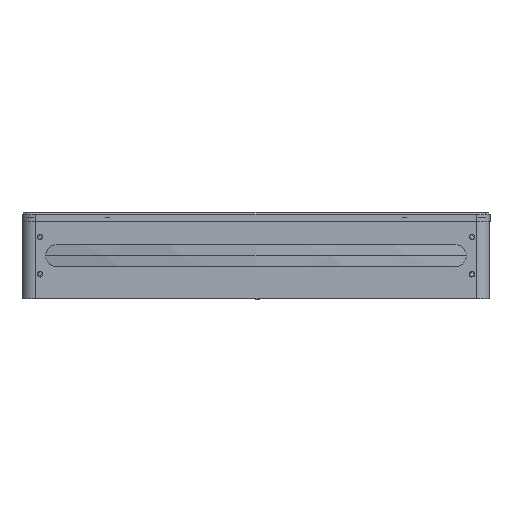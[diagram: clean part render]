
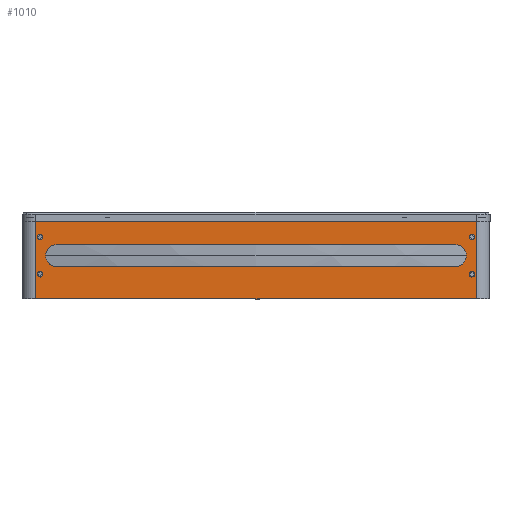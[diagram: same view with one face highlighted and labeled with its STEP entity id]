
A CAD part, front view. The second image highlights one B-rep face of the part: STEP entity #1010.
In plain terms, the highlighted planar face has unit normal (0, -1, 0).
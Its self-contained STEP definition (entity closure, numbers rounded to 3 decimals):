
#14 = EDGE_CURVE ( 'NONE', #11245, #9379, #6090, .T. ) ;
#246 = CARTESIAN_POINT ( 'NONE',  ( -114.439, -344.802, -8.25 ) ) ;
#340 = VECTOR ( 'NONE', #11418, 1000. ) ;
#363 = AXIS2_PLACEMENT_3D ( 'NONE', #12769, #4190, #11529 ) ;
#822 = AXIS2_PLACEMENT_3D ( 'NONE', #7987, #3306, #2055 ) ;
#828 = CARTESIAN_POINT ( 'NONE',  ( -106.939, -344.802, 0. ) ) ;
#858 = ORIENTED_EDGE ( 'NONE', *, *, #5485, .T. ) ;
#918 = PLANE ( 'NONE',  #12639 ) ;
#993 = DIRECTION ( 'NONE',  ( -1., 0., 0. ) ) ;
#1010 = ADVANCED_FACE ( 'NONE', ( #12206, #3168, #15390, #14696, #1483, #1113 ), #918, .F. ) ;
#1113 = FACE_OUTER_BOUND ( 'NONE', #6967, .T. ) ;
#1198 = VERTEX_POINT ( 'NONE', #7412 ) ;
#1421 = EDGE_CURVE ( 'NONE', #13030, #12841, #15810, .T. ) ;
#1437 = ORIENTED_EDGE ( 'NONE', *, *, #10125, .T. ) ;
#1473 = VERTEX_POINT ( 'NONE', #6774 ) ;
#1483 = FACE_BOUND ( 'NONE', #7017, .T. ) ;
#1757 = CARTESIAN_POINT ( 'NONE',  ( -114.439, -344.802, -9.5 ) ) ;
#1808 = ORIENTED_EDGE ( 'NONE', *, *, #3089, .F. ) ;
#1944 = ORIENTED_EDGE ( 'NONE', *, *, #12022, .F. ) ;
#1989 = LINE ( 'NONE', #12366, #12948 ) ;
#2026 = CARTESIAN_POINT ( 'NONE',  ( -106.939, -344.802, 5. ) ) ;
#2028 = ORIENTED_EDGE ( 'NONE', *, *, #4943, .F. ) ;
#2040 = AXIS2_PLACEMENT_3D ( 'NONE', #2951, #11521, #4187 ) ;
#2055 = DIRECTION ( 'NONE',  ( 0., 0., -1. ) ) ;
#2077 = DIRECTION ( 'NONE',  ( 0., 0., 1. ) ) ;
#2210 = EDGE_CURVE ( 'NONE', #13163, #3233, #7645, .T. ) ;
#2700 = ORIENTED_EDGE ( 'NONE', *, *, #8342, .F. ) ;
#2863 = CARTESIAN_POINT ( 'NONE',  ( 77.561, -344.802, 9.5 ) ) ;
#2934 = ORIENTED_EDGE ( 'NONE', *, *, #2210, .F. ) ;
#2951 = CARTESIAN_POINT ( 'NONE',  ( -114.439, -344.802, -8.25 ) ) ;
#2967 = VECTOR ( 'NONE', #5030, 1000. ) ;
#3089 = EDGE_CURVE ( 'NONE', #5580, #1473, #9830, .T. ) ;
#3168 = FACE_BOUND ( 'NONE', #7939, .T. ) ;
#3233 = VERTEX_POINT ( 'NONE', #11337 ) ;
#3306 = DIRECTION ( 'NONE',  ( 0., -1., 0. ) ) ;
#3478 = CARTESIAN_POINT ( 'NONE',  ( -106.939, -344.802, -5. ) ) ;
#3766 = VERTEX_POINT ( 'NONE', #14489 ) ;
#3789 = DIRECTION ( 'NONE',  ( 0., -1., 0. ) ) ;
#3792 = VERTEX_POINT ( 'NONE', #8452 ) ;
#3795 = CARTESIAN_POINT ( 'NONE',  ( 79.561, -344.802, 467.463 ) ) ;
#3871 = LINE ( 'NONE', #5978, #10177 ) ;
#4037 = VERTEX_POINT ( 'NONE', #6727 ) ;
#4187 = DIRECTION ( 'NONE',  ( 0., 0., -1. ) ) ;
#4190 = DIRECTION ( 'NONE',  ( 0., -1., 0. ) ) ;
#4238 = DIRECTION ( 'NONE',  ( 0., -1., 0. ) ) ;
#4353 = ORIENTED_EDGE ( 'NONE', *, *, #12741, .F. ) ;
#4678 = DIRECTION ( 'NONE',  ( 0., -1., 0. ) ) ;
#4819 = VECTOR ( 'NONE', #993, 1000. ) ;
#4943 = EDGE_CURVE ( 'NONE', #12841, #9490, #10248, .T. ) ;
#5030 = DIRECTION ( 'NONE',  ( 0., 0., -1. ) ) ;
#5485 = EDGE_CURVE ( 'NONE', #5580, #13114, #1989, .T. ) ;
#5555 = ORIENTED_EDGE ( 'NONE', *, *, #14, .F. ) ;
#5580 = VERTEX_POINT ( 'NONE', #15825 ) ;
#5650 = EDGE_CURVE ( 'NONE', #13114, #3766, #3871, .T. ) ;
#5752 = AXIS2_PLACEMENT_3D ( 'NONE', #12376, #3789, #11117 ) ;
#5806 = DIRECTION ( 'NONE',  ( 0., 0., 1. ) ) ;
#5807 = ORIENTED_EDGE ( 'NONE', *, *, #7936, .F. ) ;
#5961 = ORIENTED_EDGE ( 'NONE', *, *, #1421, .F. ) ;
#5978 = CARTESIAN_POINT ( 'NONE',  ( -116.439, -344.802, 467.463 ) ) ;
#6076 = EDGE_CURVE ( 'NONE', #1198, #4037, #6119, .T. ) ;
#6090 = CIRCLE ( 'NONE', #12853, 1.25 ) ;
#6118 = CIRCLE ( 'NONE', #8358, 1.25 ) ;
#6119 = CIRCLE ( 'NONE', #6144, 1.25 ) ;
#6144 = AXIS2_PLACEMENT_3D ( 'NONE', #8370, #15648, #7138 ) ;
#6245 = LINE ( 'NONE', #15227, #340 ) ;
#6255 = CIRCLE ( 'NONE', #363, 1.25 ) ;
#6655 = CARTESIAN_POINT ( 'NONE',  ( 77.561, -344.802, -7. ) ) ;
#6665 = CIRCLE ( 'NONE', #5752, 1.25 ) ;
#6727 = CARTESIAN_POINT ( 'NONE',  ( -114.439, -344.802, 7. ) ) ;
#6774 = CARTESIAN_POINT ( 'NONE',  ( 79.561, -344.802, -19.25 ) ) ;
#6843 = VERTEX_POINT ( 'NONE', #1757 ) ;
#6967 = EDGE_LOOP ( 'NONE', ( #1808, #858, #9087, #1437 ) ) ;
#6971 = ORIENTED_EDGE ( 'NONE', *, *, #6076, .F. ) ;
#7017 = EDGE_LOOP ( 'NONE', ( #5555, #7048 ) ) ;
#7035 = CARTESIAN_POINT ( 'NONE',  ( 79.561, -344.802, 467.463 ) ) ;
#7048 = ORIENTED_EDGE ( 'NONE', *, *, #15744, .F. ) ;
#7085 = ORIENTED_EDGE ( 'NONE', *, *, #7406, .F. ) ;
#7138 = DIRECTION ( 'NONE',  ( 0., 0., -1. ) ) ;
#7221 = EDGE_LOOP ( 'NONE', ( #2700, #2934 ) ) ;
#7406 = EDGE_CURVE ( 'NONE', #4037, #1198, #6665, .T. ) ;
#7412 = CARTESIAN_POINT ( 'NONE',  ( -114.439, -344.802, 9.5 ) ) ;
#7605 = DIRECTION ( 'NONE',  ( 0., -1., 0. ) ) ;
#7645 = CIRCLE ( 'NONE', #822, 1.25 ) ;
#7876 = DIRECTION ( 'NONE',  ( 0., 0., -1. ) ) ;
#7936 = EDGE_CURVE ( 'NONE', #3792, #6843, #14412, .T. ) ;
#7939 = EDGE_LOOP ( 'NONE', ( #7085, #6971 ) ) ;
#7987 = CARTESIAN_POINT ( 'NONE',  ( 77.561, -344.802, 8.25 ) ) ;
#8066 = AXIS2_PLACEMENT_3D ( 'NONE', #828, #9466, #2077 ) ;
#8342 = EDGE_CURVE ( 'NONE', #3233, #13163, #6255, .T. ) ;
#8358 = AXIS2_PLACEMENT_3D ( 'NONE', #15768, #4678, #12028 ) ;
#8370 = CARTESIAN_POINT ( 'NONE',  ( -114.439, -344.802, 8.25 ) ) ;
#8452 = CARTESIAN_POINT ( 'NONE',  ( -114.439, -344.802, -7. ) ) ;
#8677 = DIRECTION ( 'NONE',  ( -1., 0., 0. ) ) ;
#9087 = ORIENTED_EDGE ( 'NONE', *, *, #5650, .T. ) ;
#9093 = EDGE_LOOP ( 'NONE', ( #1944, #5807 ) ) ;
#9379 = VERTEX_POINT ( 'NONE', #6655 ) ;
#9466 = DIRECTION ( 'NONE',  ( 0., -1., 0. ) ) ;
#9490 = VERTEX_POINT ( 'NONE', #2026 ) ;
#9581 = CARTESIAN_POINT ( 'NONE',  ( 70.061, -344.802, 5. ) ) ;
#9830 = LINE ( 'NONE', #3795, #2967 ) ;
#9833 = ORIENTED_EDGE ( 'NONE', *, *, #15303, .F. ) ;
#10125 = EDGE_CURVE ( 'NONE', #3766, #1473, #6245, .T. ) ;
#10177 = VECTOR ( 'NONE', #13341, 1000. ) ;
#10248 = LINE ( 'NONE', #12744, #4819 ) ;
#11117 = DIRECTION ( 'NONE',  ( 0., 0., -1. ) ) ;
#11245 = VERTEX_POINT ( 'NONE', #12277 ) ;
#11277 = CARTESIAN_POINT ( 'NONE',  ( -116.439, -344.802, 15. ) ) ;
#11329 = LINE ( 'NONE', #15623, #15837 ) ;
#11337 = CARTESIAN_POINT ( 'NONE',  ( 77.561, -344.802, 7. ) ) ;
#11418 = DIRECTION ( 'NONE',  ( 1., 0., 0. ) ) ;
#11521 = DIRECTION ( 'NONE',  ( 0., -1., 0. ) ) ;
#11529 = DIRECTION ( 'NONE',  ( 0., 0., -1. ) ) ;
#11598 = AXIS2_PLACEMENT_3D ( 'NONE', #246, #7605, #14902 ) ;
#12022 = EDGE_CURVE ( 'NONE', #6843, #3792, #15465, .T. ) ;
#12028 = DIRECTION ( 'NONE',  ( 0., 0., -1. ) ) ;
#12048 = DIRECTION ( 'NONE',  ( 0., 0., 1. ) ) ;
#12206 = FACE_BOUND ( 'NONE', #14364, .T. ) ;
#12277 = CARTESIAN_POINT ( 'NONE',  ( 77.561, -344.802, -9.5 ) ) ;
#12366 = CARTESIAN_POINT ( 'NONE',  ( 79.561, -344.802, 15. ) ) ;
#12376 = CARTESIAN_POINT ( 'NONE',  ( -114.439, -344.802, 8.25 ) ) ;
#12639 = AXIS2_PLACEMENT_3D ( 'NONE', #7035, #14315, #5806 ) ;
#12741 = EDGE_CURVE ( 'NONE', #9490, #13283, #15628, .T. ) ;
#12744 = CARTESIAN_POINT ( 'NONE',  ( -106.939, -344.802, 5. ) ) ;
#12769 = CARTESIAN_POINT ( 'NONE',  ( 77.561, -344.802, 8.25 ) ) ;
#12841 = VERTEX_POINT ( 'NONE', #9581 ) ;
#12853 = AXIS2_PLACEMENT_3D ( 'NONE', #15165, #4238, #7876 ) ;
#12948 = VECTOR ( 'NONE', #8677, 1000. ) ;
#13030 = VERTEX_POINT ( 'NONE', #13502 ) ;
#13114 = VERTEX_POINT ( 'NONE', #11277 ) ;
#13163 = VERTEX_POINT ( 'NONE', #2863 ) ;
#13283 = VERTEX_POINT ( 'NONE', #3478 ) ;
#13341 = DIRECTION ( 'NONE',  ( 0., 0., -1. ) ) ;
#13465 = DIRECTION ( 'NONE',  ( 0., -1., 0. ) ) ;
#13502 = CARTESIAN_POINT ( 'NONE',  ( 70.061, -344.802, -5. ) ) ;
#13707 = DIRECTION ( 'NONE',  ( 1., 0., 0. ) ) ;
#14315 = DIRECTION ( 'NONE',  ( 0., 1., 0. ) ) ;
#14364 = EDGE_LOOP ( 'NONE', ( #5961, #9833, #4353, #2028 ) ) ;
#14412 = CIRCLE ( 'NONE', #11598, 1.25 ) ;
#14489 = CARTESIAN_POINT ( 'NONE',  ( -116.439, -344.802, -19.25 ) ) ;
#14675 = CARTESIAN_POINT ( 'NONE',  ( 70.061, -344.802, 0. ) ) ;
#14696 = FACE_BOUND ( 'NONE', #9093, .T. ) ;
#14902 = DIRECTION ( 'NONE',  ( 0., 0., -1. ) ) ;
#15165 = CARTESIAN_POINT ( 'NONE',  ( 77.561, -344.802, -8.25 ) ) ;
#15227 = CARTESIAN_POINT ( 'NONE',  ( 79.561, -344.802, -19.25 ) ) ;
#15303 = EDGE_CURVE ( 'NONE', #13283, #13030, #11329, .T. ) ;
#15390 = FACE_BOUND ( 'NONE', #7221, .T. ) ;
#15465 = CIRCLE ( 'NONE', #2040, 1.25 ) ;
#15623 = CARTESIAN_POINT ( 'NONE',  ( -106.939, -344.802, -5. ) ) ;
#15628 = CIRCLE ( 'NONE', #8066, 5. ) ;
#15630 = AXIS2_PLACEMENT_3D ( 'NONE', #14675, #13465, #12048 ) ;
#15648 = DIRECTION ( 'NONE',  ( 0., -1., 0. ) ) ;
#15744 = EDGE_CURVE ( 'NONE', #9379, #11245, #6118, .T. ) ;
#15768 = CARTESIAN_POINT ( 'NONE',  ( 77.561, -344.802, -8.25 ) ) ;
#15810 = CIRCLE ( 'NONE', #15630, 5. ) ;
#15825 = CARTESIAN_POINT ( 'NONE',  ( 79.561, -344.802, 15. ) ) ;
#15837 = VECTOR ( 'NONE', #13707, 1000. ) ;
